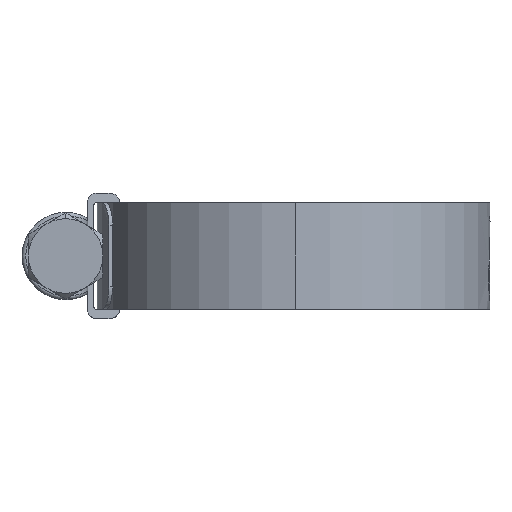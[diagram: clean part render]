
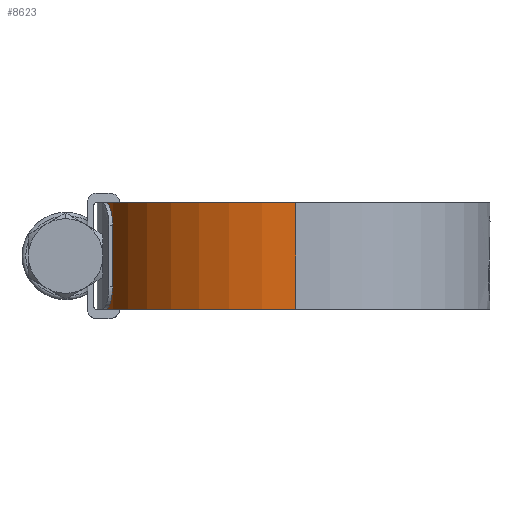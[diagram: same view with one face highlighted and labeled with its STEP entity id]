
A CAD part, left-side view. The second image highlights one B-rep face of the part: STEP entity #8623.
In plain terms, the highlighted cylindrical face has radius 26.03 mm (diameter 52.06 mm), a partial arc.
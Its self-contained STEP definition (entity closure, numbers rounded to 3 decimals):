
#67 = VERTEX_POINT ( 'NONE', #4555 ) ;
#686 = CARTESIAN_POINT ( 'NONE',  ( -26.03, 0., 7.135 ) ) ;
#971 = ORIENTED_EDGE ( 'NONE', *, *, #6271, .T. ) ;
#1001 = LINE ( 'NONE', #1070, #1745 ) ;
#1070 = CARTESIAN_POINT ( 'NONE',  ( 0., 26.03, 7.135 ) ) ;
#1224 = DIRECTION ( 'NONE',  ( 1., 0., 0. ) ) ;
#1494 = CARTESIAN_POINT ( 'NONE',  ( 0., 26.03, -7.135 ) ) ;
#1497 = CIRCLE ( 'NONE', #13408, 26.03 ) ;
#1745 = VECTOR ( 'NONE', #10888, 1000. ) ;
#1911 = DIRECTION ( 'NONE',  ( 1., 0., 0. ) ) ;
#2475 = EDGE_LOOP ( 'NONE', ( #4001, #3749, #10377, #971 ) ) ;
#2657 = VERTEX_POINT ( 'NONE', #12399 ) ;
#2743 = DIRECTION ( 'NONE',  ( 0., 0., -1. ) ) ;
#2879 = VECTOR ( 'NONE', #5023, 1000. ) ;
#3749 = ORIENTED_EDGE ( 'NONE', *, *, #12065, .F. ) ;
#4001 = ORIENTED_EDGE ( 'NONE', *, *, #9863, .F. ) ;
#4188 = DIRECTION ( 'NONE',  ( 0., 0., 1. ) ) ;
#4555 = CARTESIAN_POINT ( 'NONE',  ( -26.03, 0., -7.135 ) ) ;
#4657 = CYLINDRICAL_SURFACE ( 'NONE', #7901, 26.03 ) ;
#4731 = FACE_OUTER_BOUND ( 'NONE', #2475, .T. ) ;
#4938 = AXIS2_PLACEMENT_3D ( 'NONE', #9901, #7607, #1224 ) ;
#5023 = DIRECTION ( 'NONE',  ( 0., 0., -1. ) ) ;
#6271 = EDGE_CURVE ( 'NONE', #9085, #67, #1497, .T. ) ;
#7365 = CARTESIAN_POINT ( 'NONE',  ( 0., 0., -7.135 ) ) ;
#7607 = DIRECTION ( 'NONE',  ( 0., 0., 1. ) ) ;
#7686 = CIRCLE ( 'NONE', #4938, 26.03 ) ;
#7901 = AXIS2_PLACEMENT_3D ( 'NONE', #9127, #2743, #12486 ) ;
#8425 = CARTESIAN_POINT ( 'NONE',  ( 0., 26.03, 7.135 ) ) ;
#8623 = ADVANCED_FACE ( 'NONE', ( #4731 ), #4657, .T. ) ;
#9085 = VERTEX_POINT ( 'NONE', #1494 ) ;
#9127 = CARTESIAN_POINT ( 'NONE',  ( 0., 0., 7.135 ) ) ;
#9863 = EDGE_CURVE ( 'NONE', #2657, #67, #12782, .T. ) ;
#9901 = CARTESIAN_POINT ( 'NONE',  ( 0., 0., 7.135 ) ) ;
#10377 = ORIENTED_EDGE ( 'NONE', *, *, #10759, .T. ) ;
#10759 = EDGE_CURVE ( 'NONE', #13847, #9085, #1001, .T. ) ;
#10888 = DIRECTION ( 'NONE',  ( 0., 0., -1. ) ) ;
#12065 = EDGE_CURVE ( 'NONE', #13847, #2657, #7686, .T. ) ;
#12399 = CARTESIAN_POINT ( 'NONE',  ( -26.03, 0., 7.135 ) ) ;
#12486 = DIRECTION ( 'NONE',  ( -1., 0., 0. ) ) ;
#12782 = LINE ( 'NONE', #686, #2879 ) ;
#13408 = AXIS2_PLACEMENT_3D ( 'NONE', #7365, #4188, #1911 ) ;
#13847 = VERTEX_POINT ( 'NONE', #8425 ) ;
